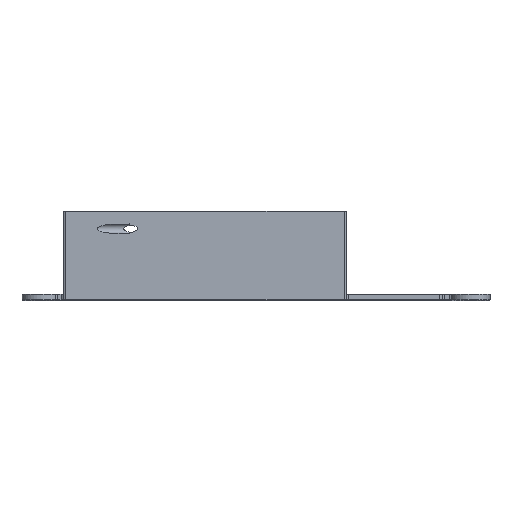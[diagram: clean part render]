
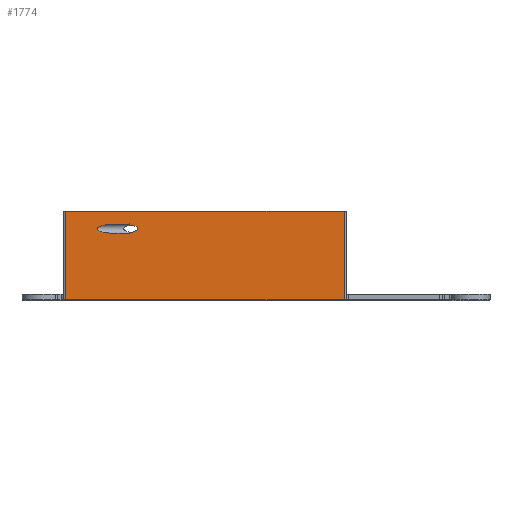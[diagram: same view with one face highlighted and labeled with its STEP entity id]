
A CAD part, left-side view. The second image highlights one B-rep face of the part: STEP entity #1774.
In plain terms, the highlighted planar face has unit normal (-1, 0, 0).
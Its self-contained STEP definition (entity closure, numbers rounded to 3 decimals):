
#19=FACE_BOUND('',#376,.T.);
#49=PLANE('',#1970);
#258=FACE_OUTER_BOUND('',#375,.T.);
#375=EDGE_LOOP('',(#1414,#1415,#1416,#1417));
#376=EDGE_LOOP('',(#1418));
#509=LINE('',#3403,#638);
#511=LINE('',#3407,#640);
#513=LINE('',#3413,#642);
#514=LINE('',#3414,#643);
#638=VECTOR('',#2382,10.);
#640=VECTOR('',#2386,10.);
#642=VECTOR('',#2392,10.);
#643=VECTOR('',#2393,10.);
#690=ELLIPSE('',#1840,9.277,2.25);
#710=VERTEX_POINT('',#2590);
#823=VERTEX_POINT('',#3394);
#826=VERTEX_POINT('',#3401);
#827=VERTEX_POINT('',#3406);
#829=VERTEX_POINT('',#3412);
#863=EDGE_CURVE('',#710,#710,#690,.T.);
#1037=EDGE_CURVE('',#826,#823,#509,.T.);
#1039=EDGE_CURVE('',#823,#827,#511,.T.);
#1042=EDGE_CURVE('',#829,#826,#513,.T.);
#1043=EDGE_CURVE('',#827,#829,#514,.T.);
#1414=ORIENTED_EDGE('',*,*,#1037,.F.);
#1415=ORIENTED_EDGE('',*,*,#1042,.F.);
#1416=ORIENTED_EDGE('',*,*,#1043,.F.);
#1417=ORIENTED_EDGE('',*,*,#1039,.F.);
#1418=ORIENTED_EDGE('',*,*,#863,.T.);
#1774=ADVANCED_FACE('',(#258,#19),#49,.T.);
#1840=AXIS2_PLACEMENT_3D('',#2591,#2049,#2050);
#1970=AXIS2_PLACEMENT_3D('',#3411,#2390,#2391);
#2049=DIRECTION('center_axis',(1.,0.,0.));
#2050=DIRECTION('ref_axis',(0.,1.,0.));
#2382=DIRECTION('',(0.,0.,-1.));
#2386=DIRECTION('',(0.,1.,0.));
#2390=DIRECTION('center_axis',(-1.,0.,0.));
#2391=DIRECTION('ref_axis',(0.,-1.,0.));
#2392=DIRECTION('',(0.,-1.,0.));
#2393=DIRECTION('',(0.,0.,1.));
#2590=CARTESIAN_POINT('',(-18.,152.723,33.));
#2591=CARTESIAN_POINT('Origin',(-18.,162.,33.));
#3394=CARTESIAN_POINT('',(-18.,58.,0.5));
#3401=CARTESIAN_POINT('',(-18.,58.,41.));
#3403=CARTESIAN_POINT('',(-18.,58.,0.));
#3406=CARTESIAN_POINT('',(-18.,186.,0.5));
#3407=CARTESIAN_POINT('',(-18.,142.75,0.5));
#3411=CARTESIAN_POINT('Origin',(-18.,187.,0.));
#3412=CARTESIAN_POINT('',(-18.,186.,41.));
#3413=CARTESIAN_POINT('',(-18.,57.,41.));
#3414=CARTESIAN_POINT('',(-18.,186.,0.));
